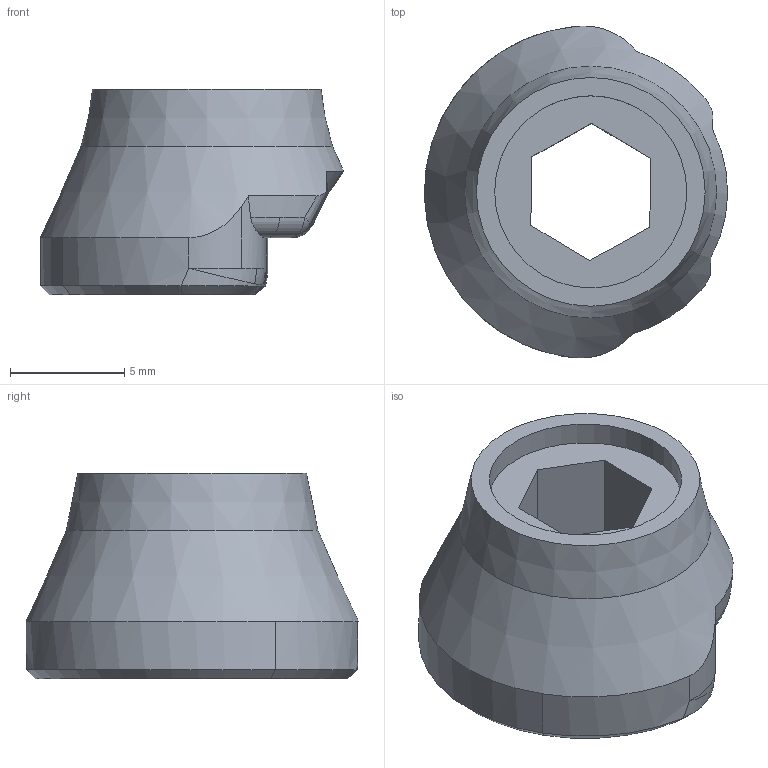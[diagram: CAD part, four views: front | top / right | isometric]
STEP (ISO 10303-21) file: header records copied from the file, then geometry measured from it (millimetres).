
FILE_DESCRIPTION(('HOOPS Exchange Step'),'2;1');
FILE_NAME('temp_export','2024-12-21T17:11:05+08:00',('27699'),('Shapr3D Limited'),'HOOPS Exchange 2024.6','Shapr3D','Authorized');
FILE_SCHEMA( ('AP242_MANAGED_MODEL_BASED_3D_ENGINEERING_MIM_LF {1 0 10303 442 1 1 4 }') );
Length unit declared in the file: millimetre
Products named in the file (1): 左端热床夹持打印件
Bounding box: 13.26 x 14.51 x 9 mm (x, y, z)
Volume: 740 mm3; surface area: 663.2 mm2
Topology: 1 solids, 1 shells, 58 faces, 150 edges, 94 vertices
Faces by surface type: plane 22, cylinder 13, bspline 8, cone 7, sphere 5, torus 3
Full cylindrical faces by diameter (mm): 8.4 x1
Entity records: 2249 total; most frequent: CARTESIAN_POINT 873, ORIENTED_EDGE 300, DIRECTION 255, EDGE_CURVE 150, AXIS2_PLACEMENT_3D 95, VERTEX_POINT 94, VECTOR 65, LINE 65
